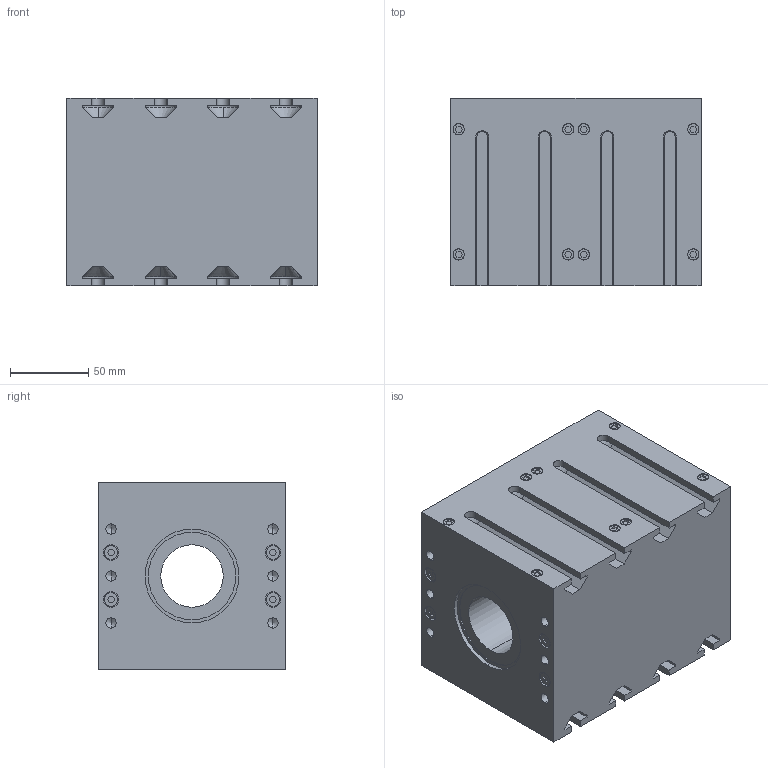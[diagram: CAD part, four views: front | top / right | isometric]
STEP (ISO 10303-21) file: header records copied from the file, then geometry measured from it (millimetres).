
FILE_DESCRIPTION((''),'2;1');
FILE_NAME('SL0686S.ipt.step','2007-09-10T15:14:19',(''),(''),'Autodesk Inventor 11','Autodesk Inventor 11','');
FILE_SCHEMA(('AUTOMOTIVE_DESIGN { 1 0 10303 214 1 1 1 1 }'));
Length unit declared in the file: millimetre
Products named in the file (1): SL0686S
Bounding box: 160 x 120 x 120 mm (x, y, z)
Volume: 1925784.9 mm3; surface area: 177880.1 mm2
Topology: 1 solids, 9 shells, 688 faces, 1698 edges, 1048 vertices
Faces by surface type: plane 370, cylinder 226, cone 92
Entity records: 19767 total; most frequent: CARTESIAN_POINT 3481, DIRECTION 3460, ORIENTED_EDGE 3236, EDGE_CURVE 1618, AXIS2_PLACEMENT_3D 1161, VECTOR 1138, LINE 1138, VERTEX_POINT 1048
